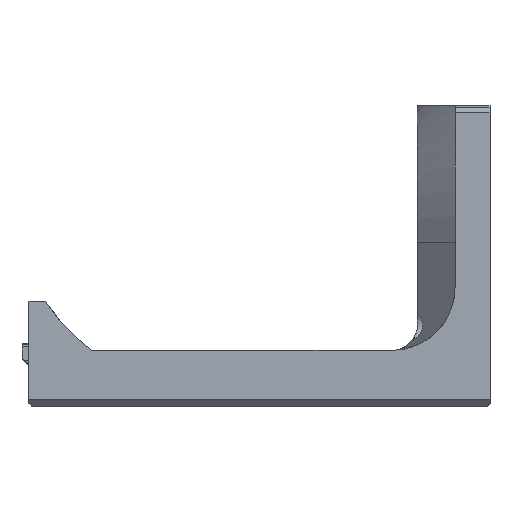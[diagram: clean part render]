
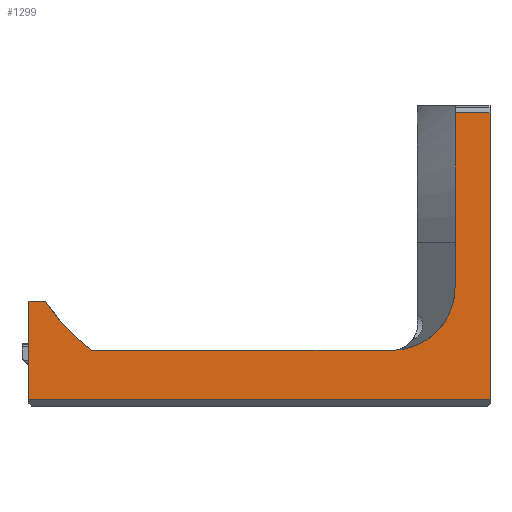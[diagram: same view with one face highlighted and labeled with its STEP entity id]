
A CAD part, left-side view. The second image highlights one B-rep face of the part: STEP entity #1299.
In plain terms, the highlighted planar face has unit normal (-1, 0, 0).
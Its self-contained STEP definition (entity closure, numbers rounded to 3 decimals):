
#15 = CARTESIAN_POINT ( 'NONE',  ( -45., 16.5, 1. ) ) ;
#42 = LINE ( 'NONE', #15, #391 ) ;
#52 = EDGE_CURVE ( 'NONE', #555, #1318, #4529, .T. ) ;
#147 = ORIENTED_EDGE ( 'NONE', *, *, #4387, .F. ) ;
#178 = AXIS2_PLACEMENT_3D ( 'NONE', #2981, #4477, #3019 ) ;
#274 = ORIENTED_EDGE ( 'NONE', *, *, #1487, .F. ) ;
#332 = LINE ( 'NONE', #5061, #2901 ) ;
#354 = EDGE_CURVE ( 'NONE', #3989, #5636, #4309, .T. ) ;
#391 = VECTOR ( 'NONE', #3406, 1000. ) ;
#555 = VERTEX_POINT ( 'NONE', #2978 ) ;
#807 = CARTESIAN_POINT ( 'NONE',  ( -45., 66., 15. ) ) ;
#837 = CARTESIAN_POINT ( 'NONE',  ( -45., 7.636, 10.636 ) ) ;
#1023 = CARTESIAN_POINT ( 'NONE',  ( -45., 33., 15. ) ) ;
#1047 = CARTESIAN_POINT ( 'NONE',  ( -45., 5., 42. ) ) ;
#1147 = EDGE_CURVE ( 'NONE', #4617, #555, #1303, .T. ) ;
#1299 = ADVANCED_FACE ( 'NONE', ( #3093 ), #3458, .F. ) ;
#1303 = LINE ( 'NONE', #2724, #3708 ) ;
#1318 = VERTEX_POINT ( 'NONE', #1047 ) ;
#1375 = DIRECTION ( 'NONE',  ( 1., 0., 0. ) ) ;
#1487 = EDGE_CURVE ( 'NONE', #4166, #5495, #332, .T. ) ;
#1602 = DIRECTION ( 'NONE',  ( 0., 0., 1. ) ) ;
#1771 = ORIENTED_EDGE ( 'NONE', *, *, #52, .T. ) ;
#1778 = CARTESIAN_POINT ( 'NONE',  ( -45., 57.066, 8. ) ) ;
#1791 = VECTOR ( 'NONE', #5970, 1000. ) ;
#1834 = CARTESIAN_POINT ( 'NONE',  ( -45., 41., 29.7 ) ) ;
#2190 = AXIS2_PLACEMENT_3D ( 'NONE', #3033, #2968, #3979 ) ;
#2294 = VECTOR ( 'NONE', #1602, 1000. ) ;
#2337 = EDGE_CURVE ( 'NONE', #4272, #4166, #2701, .T. ) ;
#2390 = VERTEX_POINT ( 'NONE', #2528 ) ;
#2501 = ORIENTED_EDGE ( 'NONE', *, *, #3672, .F. ) ;
#2510 = ORIENTED_EDGE ( 'NONE', *, *, #1147, .T. ) ;
#2528 = CARTESIAN_POINT ( 'NONE',  ( -45., 66., 1. ) ) ;
#2661 = CARTESIAN_POINT ( 'NONE',  ( -45., 0., 1. ) ) ;
#2701 = CIRCLE ( 'NONE', #4932, 27. ) ;
#2724 = CARTESIAN_POINT ( 'NONE',  ( -45., 0., 0. ) ) ;
#2901 = VECTOR ( 'NONE', #4583, 1000. ) ;
#2968 = DIRECTION ( 'NONE',  ( 1., 0., 0. ) ) ;
#2978 = CARTESIAN_POINT ( 'NONE',  ( -45., 0., 42. ) ) ;
#2981 = CARTESIAN_POINT ( 'NONE',  ( -45., 14., 17. ) ) ;
#3019 = DIRECTION ( 'NONE',  ( 0., -0.707, -0.707 ) ) ;
#3033 = CARTESIAN_POINT ( 'NONE',  ( -45., 0., 0. ) ) ;
#3093 = FACE_OUTER_BOUND ( 'NONE', #5588, .T. ) ;
#3113 = CARTESIAN_POINT ( 'NONE',  ( -45., 5., 17. ) ) ;
#3114 = VECTOR ( 'NONE', #4762, 1000. ) ;
#3308 = ORIENTED_EDGE ( 'NONE', *, *, #4037, .T. ) ;
#3323 = ORIENTED_EDGE ( 'NONE', *, *, #3696, .F. ) ;
#3330 = DIRECTION ( 'NONE',  ( 0., 0.589, -0.808 ) ) ;
#3406 = DIRECTION ( 'NONE',  ( 0., -1., 0. ) ) ;
#3458 = PLANE ( 'NONE',  #2190 ) ;
#3580 = CARTESIAN_POINT ( 'NONE',  ( -45., 16.5, 42. ) ) ;
#3672 = EDGE_CURVE ( 'NONE', #2390, #4267, #6002, .T. ) ;
#3696 = EDGE_CURVE ( 'NONE', #3989, #1318, #5564, .T. ) ;
#3701 = AXIS2_PLACEMENT_3D ( 'NONE', #3779, #1375, #3718 ) ;
#3708 = VECTOR ( 'NONE', #5097, 1000. ) ;
#3718 = DIRECTION ( 'NONE',  ( 0., -0.707, -0.707 ) ) ;
#3779 = CARTESIAN_POINT ( 'NONE',  ( -45., 14., 17. ) ) ;
#3852 = CARTESIAN_POINT ( 'NONE',  ( -45., 14., 8. ) ) ;
#3879 = ORIENTED_EDGE ( 'NONE', *, *, #354, .T. ) ;
#3979 = DIRECTION ( 'NONE',  ( 0., 1., 0. ) ) ;
#3989 = VERTEX_POINT ( 'NONE', #3113 ) ;
#4037 = EDGE_CURVE ( 'NONE', #5636, #5495, #4832, .T. ) ;
#4166 = VERTEX_POINT ( 'NONE', #1778 ) ;
#4267 = VERTEX_POINT ( 'NONE', #807 ) ;
#4272 = VERTEX_POINT ( 'NONE', #4666 ) ;
#4309 = CIRCLE ( 'NONE', #3701, 9. ) ;
#4374 = LINE ( 'NONE', #1023, #3114 ) ;
#4387 = EDGE_CURVE ( 'NONE', #4267, #4272, #4374, .T. ) ;
#4477 = DIRECTION ( 'NONE',  ( 1., 0., 0. ) ) ;
#4482 = CARTESIAN_POINT ( 'NONE',  ( -45., 66., 0. ) ) ;
#4529 = LINE ( 'NONE', #3580, #6024 ) ;
#4583 = DIRECTION ( 'NONE',  ( 0., -1., 0. ) ) ;
#4617 = VERTEX_POINT ( 'NONE', #2661 ) ;
#4666 = CARTESIAN_POINT ( 'NONE',  ( -45., 63.648, 15. ) ) ;
#4762 = DIRECTION ( 'NONE',  ( 0., -1., 0. ) ) ;
#4779 = DIRECTION ( 'NONE',  ( -1., 0., 0. ) ) ;
#4832 = CIRCLE ( 'NONE', #178, 9. ) ;
#4932 = AXIS2_PLACEMENT_3D ( 'NONE', #1834, #4779, #3330 ) ;
#5053 = CARTESIAN_POINT ( 'NONE',  ( -45., 5., 4. ) ) ;
#5061 = CARTESIAN_POINT ( 'NONE',  ( -45., 28.458, 8. ) ) ;
#5097 = DIRECTION ( 'NONE',  ( 0., 0., 1. ) ) ;
#5226 = ORIENTED_EDGE ( 'NONE', *, *, #5395, .T. ) ;
#5301 = ORIENTED_EDGE ( 'NONE', *, *, #2337, .F. ) ;
#5395 = EDGE_CURVE ( 'NONE', #2390, #4617, #42, .T. ) ;
#5495 = VERTEX_POINT ( 'NONE', #3852 ) ;
#5505 = DIRECTION ( 'NONE',  ( 0., 1., 0. ) ) ;
#5564 = LINE ( 'NONE', #5053, #1791 ) ;
#5588 = EDGE_LOOP ( 'NONE', ( #1771, #3323, #3879, #3308, #274, #5301, #147, #2501, #5226, #2510 ) ) ;
#5636 = VERTEX_POINT ( 'NONE', #837 ) ;
#5970 = DIRECTION ( 'NONE',  ( 0., 0., 1. ) ) ;
#6002 = LINE ( 'NONE', #4482, #2294 ) ;
#6024 = VECTOR ( 'NONE', #5505, 1000. ) ;
